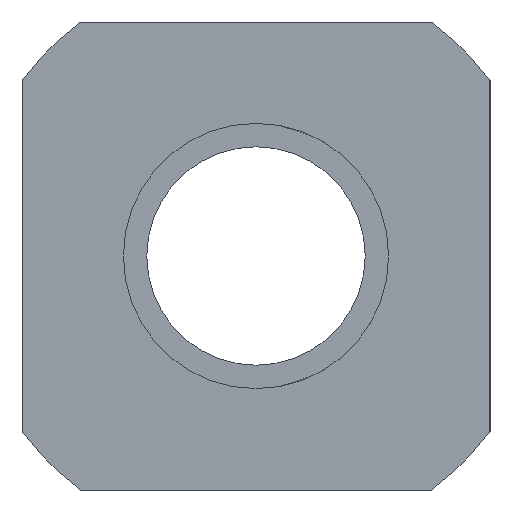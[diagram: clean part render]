
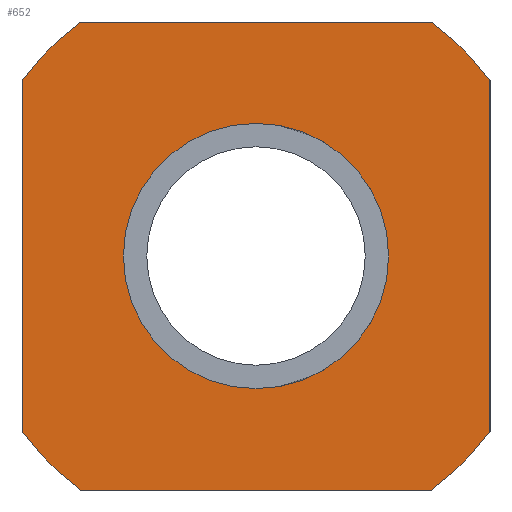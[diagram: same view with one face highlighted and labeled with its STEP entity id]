
A CAD part, left-side view. The second image highlights one B-rep face of the part: STEP entity #652.
In plain terms, the highlighted planar face has unit normal (-1, 0, 0).
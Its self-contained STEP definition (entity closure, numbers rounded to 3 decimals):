
#43=LINE($,#1349,#79);
#47=LINE($,#1358,#83);
#51=LINE($,#1367,#87);
#55=LINE($,#1376,#91);
#79=VECTOR($,#857,45.);
#83=VECTOR($,#863,45.);
#87=VECTOR($,#869,45.);
#91=VECTOR($,#875,45.);
#125=PLANE($,#725);
#146=FACE_BOUND($,#250,.T.);
#147=FACE_BOUND($,#251,.T.);
#250=EDGE_LOOP($,(#559));
#251=EDGE_LOOP($,(#560,#561,#562,#563,#564,#565,#566,#567));
#301=CIRCLE($,#714,37.5);
#304=CIRCLE($,#718,37.5);
#306=CIRCLE($,#721,37.5);
#307=CIRCLE($,#723,37.5);
#309=CIRCLE($,#726,17.);
#359=VERTEX_POINT($,#1346);
#360=VERTEX_POINT($,#1348);
#363=VERTEX_POINT($,#1355);
#364=VERTEX_POINT($,#1357);
#367=VERTEX_POINT($,#1364);
#368=VERTEX_POINT($,#1366);
#371=VERTEX_POINT($,#1373);
#372=VERTEX_POINT($,#1375);
#373=VERTEX_POINT($,#1391);
#429=EDGE_CURVE($,#360,#359,#43,.T.);
#433=EDGE_CURVE($,#364,#363,#47,.T.);
#437=EDGE_CURVE($,#368,#367,#51,.T.);
#441=EDGE_CURVE($,#372,#371,#55,.T.);
#443=EDGE_CURVE($,#364,#371,#301,.T.);
#446=EDGE_CURVE($,#368,#363,#304,.T.);
#448=EDGE_CURVE($,#372,#359,#306,.T.);
#449=EDGE_CURVE($,#360,#367,#307,.T.);
#451=EDGE_CURVE($,#373,#373,#309,.T.);
#559=ORIENTED_EDGE($,*,*,#451,.T.);
#560=ORIENTED_EDGE($,*,*,#429,.T.);
#561=ORIENTED_EDGE($,*,*,#448,.F.);
#562=ORIENTED_EDGE($,*,*,#441,.T.);
#563=ORIENTED_EDGE($,*,*,#443,.F.);
#564=ORIENTED_EDGE($,*,*,#433,.T.);
#565=ORIENTED_EDGE($,*,*,#446,.F.);
#566=ORIENTED_EDGE($,*,*,#437,.T.);
#567=ORIENTED_EDGE($,*,*,#449,.F.);
#652=ADVANCED_FACE($,(#146,#147),#125,.T.);
#714=AXIS2_PLACEMENT_3D($,#1379,#879,#880);
#718=AXIS2_PLACEMENT_3D($,#1383,#887,#888);
#721=AXIS2_PLACEMENT_3D($,#1386,#893,#894);
#723=AXIS2_PLACEMENT_3D($,#1388,#897,#898);
#725=AXIS2_PLACEMENT_3D($,#1390,#901,#902);
#726=AXIS2_PLACEMENT_3D($,#1392,#903,#904);
#857=DIRECTION($,(0.,0.,-1.));
#863=DIRECTION($,(0.,0.,1.));
#869=DIRECTION($,(0.,1.,0.));
#875=DIRECTION($,(0.,-1.,0.));
#879=DIRECTION('center_axis',(1.,0.,0.));
#880=DIRECTION('ref_axis',(0.,1.,0.));
#887=DIRECTION('center_axis',(1.,0.,0.));
#888=DIRECTION('ref_axis',(0.,1.,0.));
#893=DIRECTION('center_axis',(1.,0.,0.));
#894=DIRECTION('ref_axis',(0.,1.,0.));
#897=DIRECTION('center_axis',(1.,0.,0.));
#898=DIRECTION('ref_axis',(0.,1.,0.));
#901=DIRECTION('center_axis',(-1.,0.,0.));
#902=DIRECTION('ref_axis',(0.,0.,1.));
#903=DIRECTION('center_axis',(1.,0.,0.));
#904=DIRECTION('ref_axis',(0.,0.,-1.));
#1346=CARTESIAN_POINT('',(0.,30.,-22.5));
#1348=CARTESIAN_POINT('',(0.,30.,22.5));
#1349=CARTESIAN_POINT($,(0.,30.,-11.25));
#1355=CARTESIAN_POINT('',(0.,-30.,22.5));
#1357=CARTESIAN_POINT('',(0.,-30.,-22.5));
#1358=CARTESIAN_POINT($,(0.,-30.,11.25));
#1364=CARTESIAN_POINT('',(0.,22.5,30.));
#1366=CARTESIAN_POINT('',(0.,-22.5,30.));
#1367=CARTESIAN_POINT($,(0.,25.388,30.));
#1373=CARTESIAN_POINT('',(0.,-22.5,-30.));
#1375=CARTESIAN_POINT('',(0.,22.5,-30.));
#1376=CARTESIAN_POINT($,(0.,2.888,-30.));
#1379=CARTESIAN_POINT('Origin',(0.,0.,0.));
#1383=CARTESIAN_POINT('Origin',(0.,0.,0.));
#1386=CARTESIAN_POINT('Origin',(0.,0.,0.));
#1388=CARTESIAN_POINT('Origin',(0.,0.,0.));
#1390=CARTESIAN_POINT('Origin',(0.,28.275,0.));
#1391=CARTESIAN_POINT('',(0.,0.,17.));
#1392=CARTESIAN_POINT('Origin',(0.,0.,0.));
